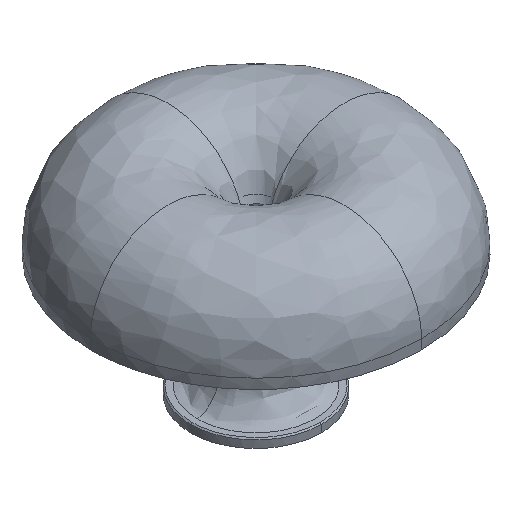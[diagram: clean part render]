
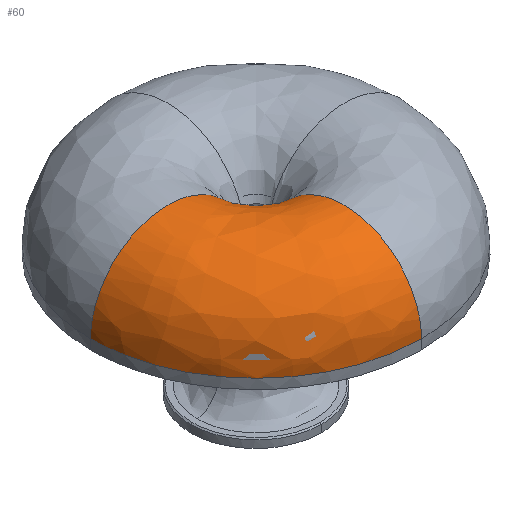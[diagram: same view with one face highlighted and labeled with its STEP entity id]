
A CAD part, isometric view. The second image highlights one B-rep face of the part: STEP entity #60.
In plain terms, the highlighted free-form (B-spline) face has degree [2, 2] with [3, 5] control points.
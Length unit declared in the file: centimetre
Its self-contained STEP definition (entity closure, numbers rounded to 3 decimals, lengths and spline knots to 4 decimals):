
#60=ADVANCED_FACE($,(#146),#872,.T.);
#146=FACE_OUTER_BOUND($,#233,.T.);
#233=EDGE_LOOP($,(#410,#411,#412,#413));
#410=ORIENTED_EDGE($,*,*,#615,.T.);
#411=ORIENTED_EDGE($,*,*,#666,.T.);
#412=ORIENTED_EDGE($,*,*,#660,.F.);
#413=ORIENTED_EDGE($,*,*,#665,.F.);
#615=EDGE_CURVE($,#760,#762,#957,.T.);
#660=EDGE_CURVE($,#788,#789,#995,.T.);
#665=EDGE_CURVE($,#760,#788,#1000,.T.);
#666=EDGE_CURVE($,#762,#789,#1001,.T.);
#760=VERTEX_POINT($,#2237);
#762=VERTEX_POINT($,#2239);
#788=VERTEX_POINT($,#2265);
#789=VERTEX_POINT($,#2266);
#872=(
BOUNDED_SURFACE()
B_SPLINE_SURFACE(2,2,((#2157,#2158,#2159,#2160,#2161),(#2162,#2163,#2164,
#2165,#2166),(#2167,#2168,#2169,#2170,#2171)),.UNSPECIFIED.,.F.,.F.,.F.)
B_SPLINE_SURFACE_WITH_KNOTS((3,3),(3,2,3),(477.5806,716.3709),
(420.1326,570.7702,761.0269),.UNSPECIFIED.)
GEOMETRIC_REPRESENTATION_ITEM()
RATIONAL_B_SPLINE_SURFACE(((0.903,0.768,1.,0.707,
1.),(0.639,0.543,0.707,0.5,
0.707),(0.903,0.768,1.,0.707,
1.)))
REPRESENTATION_ITEM($)
SURFACE()
);
#957=(
BOUNDED_CURVE()
B_SPLINE_CURVE(2,(#1400,#1401,#1402),.UNSPECIFIED.,.F.,.F.)
B_SPLINE_CURVE_WITH_KNOTS((3,3),(-75.3919,-37.696),.UNSPECIFIED.)
CURVE()
GEOMETRIC_REPRESENTATION_ITEM()
RATIONAL_B_SPLINE_CURVE((1.,0.707,1.))
REPRESENTATION_ITEM($)
);
#995=(
BOUNDED_CURVE()
B_SPLINE_CURVE(2,(#1875,#1876,#1877),.UNSPECIFIED.,.F.,.F.)
B_SPLINE_CURVE_WITH_KNOTS((3,3),(0.,420.9703),.UNSPECIFIED.)
CURVE()
GEOMETRIC_REPRESENTATION_ITEM()
RATIONAL_B_SPLINE_CURVE((1.,0.707,1.))
REPRESENTATION_ITEM($)
);
#1000=(
BOUNDED_CURVE()
B_SPLINE_CURVE(2,(#1893,#1894,#1895,#1896,#1897),.UNSPECIFIED.,.F.,.F.)
B_SPLINE_CURVE_WITH_KNOTS((3,2,3),(420.1326,570.7702,761.0269),
.UNSPECIFIED.)
CURVE()
GEOMETRIC_REPRESENTATION_ITEM()
RATIONAL_B_SPLINE_CURVE((1.,0.808,1.,0.707,1.))
REPRESENTATION_ITEM($)
);
#1001=(
BOUNDED_CURVE()
B_SPLINE_CURVE(2,(#1898,#1899,#1900,#1901,#1902),.UNSPECIFIED.,.F.,.F.)
B_SPLINE_CURVE_WITH_KNOTS((3,2,3),(420.1326,570.7702,761.0269),
.UNSPECIFIED.)
CURVE()
GEOMETRIC_REPRESENTATION_ITEM()
RATIONAL_B_SPLINE_CURVE((1.,0.808,1.,0.707,
1.))
REPRESENTATION_ITEM($)
);
#1400=CARTESIAN_POINT($,(0.,-23.998,251.083));
#1401=CARTESIAN_POINT($,(-23.998,-23.998,251.083));
#1402=CARTESIAN_POINT($,(-23.998,0.,251.083));
#1875=CARTESIAN_POINT($,(0.,-267.998,212.8207));
#1876=CARTESIAN_POINT($,(-267.998,-267.998,212.8207));
#1877=CARTESIAN_POINT($,(-267.998,0.,212.8207));
#1893=CARTESIAN_POINT($,(0.,-23.998,251.083));
#1894=CARTESIAN_POINT($,(0.,-51.8869,337.8207));
#1895=CARTESIAN_POINT($,(0.,-142.998,337.8207));
#1896=CARTESIAN_POINT($,(0.,-267.998,337.8207));
#1897=CARTESIAN_POINT($,(0.,-267.998,212.8207));
#1898=CARTESIAN_POINT($,(-23.998,0.,251.083));
#1899=CARTESIAN_POINT($,(-51.8869,0.,337.8207));
#1900=CARTESIAN_POINT($,(-142.998,0.,337.8207));
#1901=CARTESIAN_POINT($,(-267.998,0.,337.8207));
#1902=CARTESIAN_POINT($,(-267.998,0.,212.8207));
#2157=CARTESIAN_POINT($,(0.,-23.998,251.083));
#2158=CARTESIAN_POINT($,(0.,-51.8869,337.8207));
#2159=CARTESIAN_POINT($,(0.,-142.998,337.8207));
#2160=CARTESIAN_POINT($,(0.,-267.998,337.8207));
#2161=CARTESIAN_POINT($,(0.,-267.998,212.8207));
#2162=CARTESIAN_POINT($,(-23.998,-23.998,251.083));
#2163=CARTESIAN_POINT($,(-51.8869,-51.8869,337.8207));
#2164=CARTESIAN_POINT($,(-142.998,-142.998,337.8207));
#2165=CARTESIAN_POINT($,(-267.998,-267.998,337.8207));
#2166=CARTESIAN_POINT($,(-267.998,-267.998,212.8207));
#2167=CARTESIAN_POINT($,(-23.998,0.,251.083));
#2168=CARTESIAN_POINT($,(-51.8869,0.,337.8207));
#2169=CARTESIAN_POINT($,(-142.998,0.,337.8207));
#2170=CARTESIAN_POINT($,(-267.998,0.,337.8207));
#2171=CARTESIAN_POINT($,(-267.998,0.,212.8207));
#2237=CARTESIAN_POINT($,(0.,-23.998,251.083));
#2239=CARTESIAN_POINT($,(-23.998,0.,251.083));
#2265=CARTESIAN_POINT($,(0.,-267.998,212.8207));
#2266=CARTESIAN_POINT($,(-267.998,0.,212.8207));
